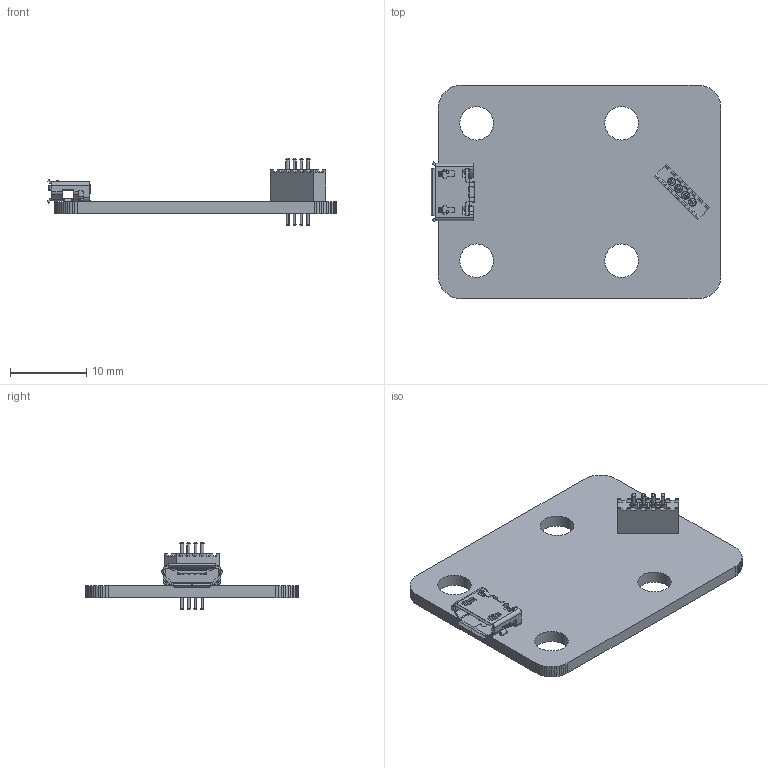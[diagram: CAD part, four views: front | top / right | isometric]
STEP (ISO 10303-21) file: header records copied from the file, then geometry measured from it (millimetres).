
FILE_DESCRIPTION(('KiCad electronic assembly'),'2;1');
FILE_NAME('pin-interposer.step','2025-03-04T08:41:40',('Pcbnew'),( 'Kicad'),'Open CASCADE STEP processor 7.7','KiCad to STEP converter' ,'Unknown');
FILE_SCHEMA(('AUTOMOTIVE_DESIGN { 1 0 10303 214 1 1 1 1 }'));
Length unit declared in the file: millimetre
Products named in the file (6): pin-interposer 1; 10118193-0001LF; 854-22-004-10-001101; pin-interposer PCB
Assembly tree (5 placements, depth 3):
  pin-interposer 1
    10118193-0001LF
      10118193-0001LF
    854-22-004-10-001101
      854-22-004-10-001101
    pin-interposer PCB
Bounding box: 37.96 x 28 x 8.89 mm (x, y, z)
Volume: 1659.1 mm3; surface area: 2788.1 mm2
Topology: 17 solids, 17 shells, 855 faces, 2158 edges, 1328 vertices
Faces by surface type: plane 560, cylinder 261, cone 16, bspline 16, torus 2
Full cylindrical faces by diameter (mm): 0.61 x4, 1.24 x2, 4.4 x4
Entity records: 55231 total; most frequent: CARTESIAN_POINT 11930, DIRECTION 8220, LINE 5200, VECTOR 5200, ORIENTED_EDGE 4268, PCURVE 4268, DEFINITIONAL_REPRESENTATION 4268, EDGE_CURVE 2134
